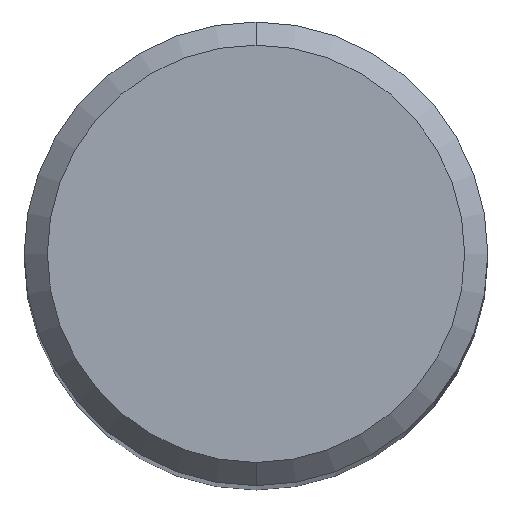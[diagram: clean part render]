
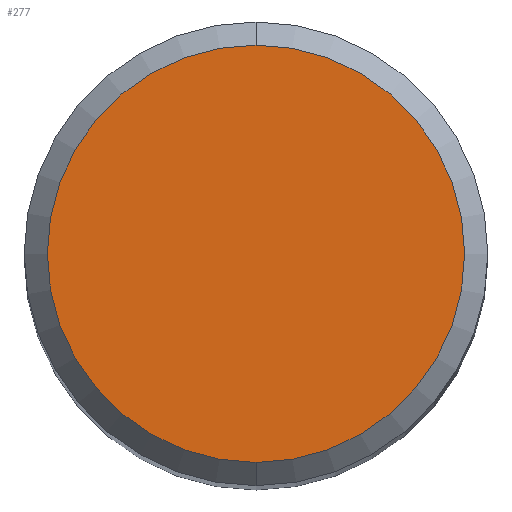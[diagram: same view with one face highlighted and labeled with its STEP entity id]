
A CAD part, top view. The second image highlights one B-rep face of the part: STEP entity #277.
In plain terms, the highlighted planar face has unit normal (0, 0, 1).
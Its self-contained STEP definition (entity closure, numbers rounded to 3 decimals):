
#187=EDGE_CURVE('',#401,#409,#495,.T.);
#265=EDGE_CURVE('',#409,#401,#581,.T.);
#277=ADVANCED_FACE('',(#596),#597,.T.);
#401=VERTEX_POINT('',#736);
#409=VERTEX_POINT('',#745);
#495=CIRCLE('',#856,5.4);
#581=CIRCLE('',#1073,5.4);
#596=FACE_OUTER_BOUND('',#1090,.T.);
#597=PLANE('',#1091);
#736=CARTESIAN_POINT('',(0.0,5.4,0.0));
#745=CARTESIAN_POINT('',(0.,-5.4,0.0));
#856=AXIS2_PLACEMENT_3D('',#1520,#1521,#1522);
#1073=AXIS2_PLACEMENT_3D('',#1621,#1622,#1623);
#1090=EDGE_LOOP('',(#1658,#1659));
#1091=AXIS2_PLACEMENT_3D('',#1660,#1661,#1662);
#1520=CARTESIAN_POINT('',(0.0,0.0,0.0));
#1521=DIRECTION('',(0.0,0.0,-1.0));
#1522=DIRECTION('',(0.0,1.0,0.0));
#1621=CARTESIAN_POINT('',(0.0,0.0,0.0));
#1622=DIRECTION('',(0.0,0.0,-1.0));
#1623=DIRECTION('',(0.0,1.0,0.0));
#1658=ORIENTED_EDGE('',*,*,#187,.F.);
#1659=ORIENTED_EDGE('',*,*,#265,.F.);
#1660=CARTESIAN_POINT('',(0.0,2.7,0.0));
#1661=DIRECTION('',(-0.0,0.0,1.0));
#1662=DIRECTION('',(0.0,-1.0,0.0));
